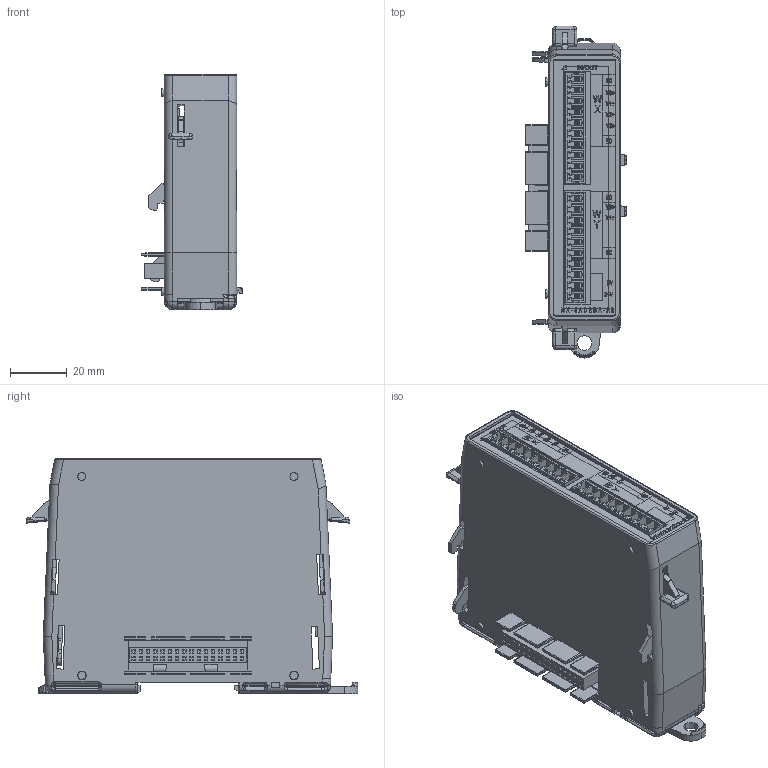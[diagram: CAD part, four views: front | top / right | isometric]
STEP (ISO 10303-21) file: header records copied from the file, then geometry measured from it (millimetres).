
FILE_DESCRIPTION (( 'STEP AP214' ), '1' );
FILE_NAME ('BX-4AD2DA-2B.STEP', '2019-05-07T17:52:07', ( '' ), ( '' ), 'SwSTEP 2.0', 'SolidWorks 2017', '' );
FILE_SCHEMA (( 'AUTOMOTIVE_DESIGN' ));
Length unit declared in the file: inch
Products named in the file (1): BX-4AD2DA-2B
Bounding box: 35.6 x 116.5 x 82.55 mm (x, y, z)
Volume: 154971.4 mm3; surface area: 57423.9 mm2
Topology: 11 solids, 33 shells, 4629 faces, 12079 edges, 7718 vertices
Faces by surface type: plane 3304, cylinder 627, bspline 527, cone 114, torus 46, sphere 11
Entity records: 178145 total; most frequent: CARTESIAN_POINT 62846, ORIENTED_EDGE 24110, DIRECTION 19760, EDGE_CURVE 12055, VECTOR 9188, LINE 9188, VERTEX_POINT 7710, AXIS2_PLACEMENT_3D 5286
